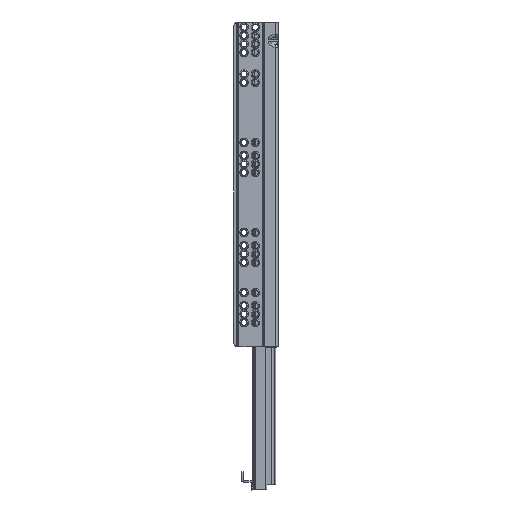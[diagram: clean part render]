
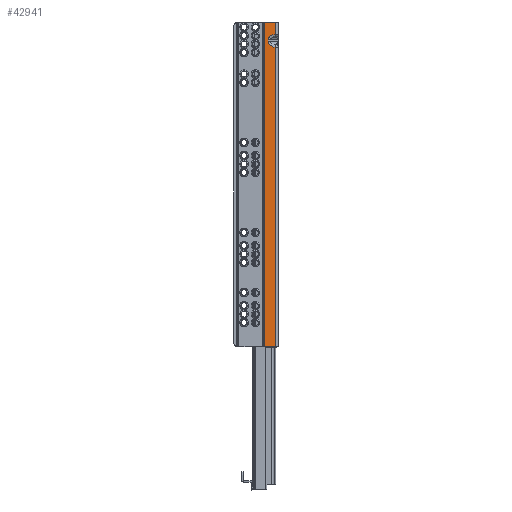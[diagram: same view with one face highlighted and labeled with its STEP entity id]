
A CAD part, left-side view. The second image highlights one B-rep face of the part: STEP entity #42941.
In plain terms, the highlighted planar face has unit normal (-1, 0, 0).
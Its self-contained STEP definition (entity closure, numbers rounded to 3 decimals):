
#565 = LINE ( 'NONE', #54952, #112989 ) ;
#3149 = ORIENTED_EDGE ( 'NONE', *, *, #9329, .T. ) ;
#5446 = CARTESIAN_POINT ( 'NONE',  ( 0., -12.443, 0. ) ) ;
#6397 = CARTESIAN_POINT ( 'NONE',  ( 0., -16.257, -19. ) ) ;
#6918 = ORIENTED_EDGE ( 'NONE', *, *, #11918, .T. ) ;
#6957 = CARTESIAN_POINT ( 'NONE',  ( 0., -24.2, -346.5 ) ) ;
#7003 = CARTESIAN_POINT ( 'NONE',  ( 0., -16.257, -21. ) ) ;
#7004 = LINE ( 'NONE', #68981, #46426 ) ;
#7096 = CARTESIAN_POINT ( 'NONE',  ( 0., -19.488, -13.226 ) ) ;
#8683 = LINE ( 'NONE', #19683, #30408 ) ;
#9329 = EDGE_CURVE ( 'NONE', #86383, #15512, #8683, .T. ) ;
#9722 = VERTEX_POINT ( 'NONE', #130477 ) ;
#11222 = DIRECTION ( 'NONE',  ( 0., 0., 1. ) ) ;
#11918 = EDGE_CURVE ( 'NONE', #12615, #92498, #7004, .T. ) ;
#12245 = DIRECTION ( 'NONE',  ( 0., 0., 1. ) ) ;
#12615 = VERTEX_POINT ( 'NONE', #20941 ) ;
#12911 = CARTESIAN_POINT ( 'NONE',  ( 0., -24.2, -346.5 ) ) ;
#15512 = VERTEX_POINT ( 'NONE', #65073 ) ;
#17525 =( BOUNDED_CURVE ( )  B_SPLINE_CURVE ( 3, ( #6397, #81464, #7096, #61440 ),
 .UNSPECIFIED., .F., .T. ) 
 B_SPLINE_CURVE_WITH_KNOTS ( ( 4, 4 ),
 ( 3.142, 4.648 ),
 .UNSPECIFIED. ) 
 CURVE ( )  GEOMETRIC_REPRESENTATION_ITEM ( )  RATIONAL_B_SPLINE_CURVE ( ( 1., 0.82, 0.82, 1. ) ) 
 REPRESENTATION_ITEM ( '' )  );
#19683 = CARTESIAN_POINT ( 'NONE',  ( 0., -16.257, -19. ) ) ;
#20295 = EDGE_CURVE ( 'NONE', #15512, #129889, #17525, .T. ) ;
#20711 = LINE ( 'NONE', #85458, #43810 ) ;
#20941 = CARTESIAN_POINT ( 'NONE',  ( 0., -12.443, -346.5 ) ) ;
#28402 = VECTOR ( 'NONE', #131398, 1000. ) ;
#30266 = ORIENTED_EDGE ( 'NONE', *, *, #61903, .T. ) ;
#30408 = VECTOR ( 'NONE', #112665, 1000. ) ;
#36721 = VERTEX_POINT ( 'NONE', #120578 ) ;
#37657 = CARTESIAN_POINT ( 'NONE',  ( 0., -24.2, 0. ) ) ;
#42941 = ADVANCED_FACE ( 'NONE', ( #64276 ), #73904, .T. ) ;
#43810 = VECTOR ( 'NONE', #95769, 1000. ) ;
#46426 = VECTOR ( 'NONE', #122597, 1000. ) ;
#48759 = ORIENTED_EDGE ( 'NONE', *, *, #125921, .F. ) ;
#51084 = EDGE_CURVE ( 'NONE', #9722, #86383, #117214, .T. ) ;
#54952 = CARTESIAN_POINT ( 'NONE',  ( 0., -24.2, -346.5 ) ) ;
#61440 = CARTESIAN_POINT ( 'NONE',  ( 0., -24.2, -13.012 ) ) ;
#61903 = EDGE_CURVE ( 'NONE', #129889, #93770, #565, .T. ) ;
#64276 = FACE_OUTER_BOUND ( 'NONE', #97346, .T. ) ;
#64957 = ORIENTED_EDGE ( 'NONE', *, *, #20295, .T. ) ;
#65073 = CARTESIAN_POINT ( 'NONE',  ( 0., -16.257, -19. ) ) ;
#66429 = CARTESIAN_POINT ( 'NONE',  ( 0., -16.257, -21. ) ) ;
#68981 = CARTESIAN_POINT ( 'NONE',  ( 0., -12.443, -346.5 ) ) ;
#69609 = LINE ( 'NONE', #6957, #106289 ) ;
#71421 = ORIENTED_EDGE ( 'NONE', *, *, #51084, .T. ) ;
#73904 = PLANE ( 'NONE',  #134938 ) ;
#76080 = CARTESIAN_POINT ( 'NONE',  ( 0., -19.488, -26.774 ) ) ;
#76636 = CARTESIAN_POINT ( 'NONE',  ( 0., -12.443, -346.5 ) ) ;
#81464 = CARTESIAN_POINT ( 'NONE',  ( 0., -16.257, -15.661 ) ) ;
#85458 = CARTESIAN_POINT ( 'NONE',  ( 0., -12.443, -346.5 ) ) ;
#86383 = VERTEX_POINT ( 'NONE', #7003 ) ;
#92498 = VERTEX_POINT ( 'NONE', #12911 ) ;
#93770 = VERTEX_POINT ( 'NONE', #37657 ) ;
#95769 = DIRECTION ( 'NONE',  ( 0., 0., 1. ) ) ;
#96095 = EDGE_CURVE ( 'NONE', #36721, #93770, #99789, .T. ) ;
#97346 = EDGE_LOOP ( 'NONE', ( #136083, #71421, #3149, #64957, #30266, #106207, #48759, #6918 ) ) ;
#99789 = LINE ( 'NONE', #5446, #28402 ) ;
#106207 = ORIENTED_EDGE ( 'NONE', *, *, #96095, .F. ) ;
#106289 = VECTOR ( 'NONE', #111572, 1000. ) ;
#111572 = DIRECTION ( 'NONE',  ( 0., 0., 1. ) ) ;
#112665 = DIRECTION ( 'NONE',  ( 0., 0., 1. ) ) ;
#112989 = VECTOR ( 'NONE', #12245, 1000. ) ;
#113000 = CARTESIAN_POINT ( 'NONE',  ( 0., -24.2, -13.012 ) ) ;
#115828 = DIRECTION ( 'NONE',  ( -1., 0., 0. ) ) ;
#117214 =( BOUNDED_CURVE ( )  B_SPLINE_CURVE ( 3, ( #117329, #76080, #120002, #66429 ),
 .UNSPECIFIED., .F., .F. ) 
 B_SPLINE_CURVE_WITH_KNOTS ( ( 4, 4 ),
 ( 4.776, 6.283 ),
 .UNSPECIFIED. ) 
 CURVE ( )  GEOMETRIC_REPRESENTATION_ITEM ( )  RATIONAL_B_SPLINE_CURVE ( ( 1., 0.82, 0.82, 1. ) ) 
 REPRESENTATION_ITEM ( '' )  );
#117329 = CARTESIAN_POINT ( 'NONE',  ( 0., -24.2, -26.988 ) ) ;
#120002 = CARTESIAN_POINT ( 'NONE',  ( 0., -16.257, -24.339 ) ) ;
#120578 = CARTESIAN_POINT ( 'NONE',  ( 0., -12.443, 0. ) ) ;
#122597 = DIRECTION ( 'NONE',  ( 0., -1., 0. ) ) ;
#125921 = EDGE_CURVE ( 'NONE', #12615, #36721, #20711, .T. ) ;
#129889 = VERTEX_POINT ( 'NONE', #113000 ) ;
#130477 = CARTESIAN_POINT ( 'NONE',  ( 0., -24.2, -26.988 ) ) ;
#131398 = DIRECTION ( 'NONE',  ( 0., -1., 0. ) ) ;
#132800 = EDGE_CURVE ( 'NONE', #92498, #9722, #69609, .T. ) ;
#134938 = AXIS2_PLACEMENT_3D ( 'NONE', #76636, #115828, #11222 ) ;
#136083 = ORIENTED_EDGE ( 'NONE', *, *, #132800, .T. ) ;
